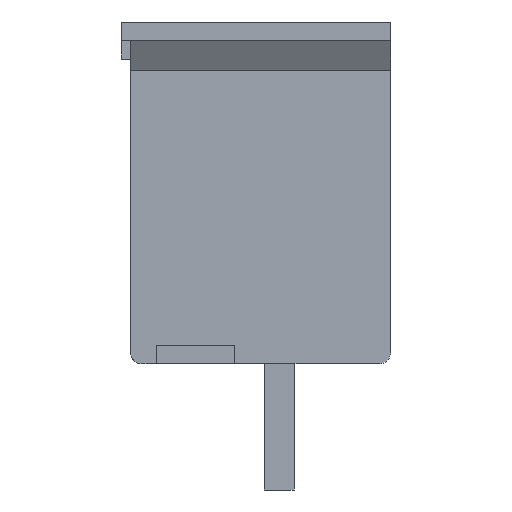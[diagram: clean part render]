
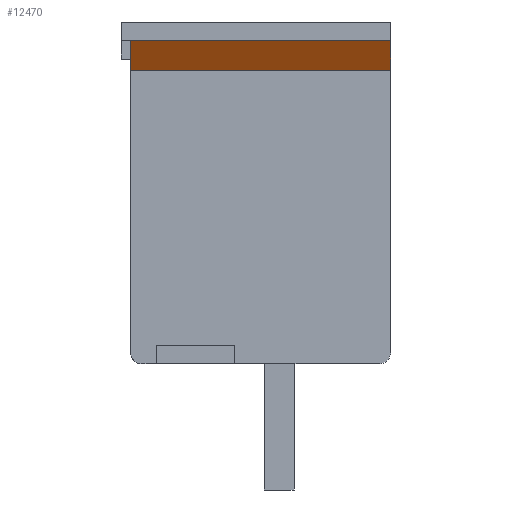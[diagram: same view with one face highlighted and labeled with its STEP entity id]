
A CAD part, left-side view. The second image highlights one B-rep face of the part: STEP entity #12470.
In plain terms, the highlighted planar face has unit normal (-0.848, 0, -0.53).
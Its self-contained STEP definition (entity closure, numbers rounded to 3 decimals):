
#4103 = PLANE('',#4104);
#4104 = AXIS2_PLACEMENT_3D('',#4105,#4106,#4107);
#4105 = CARTESIAN_POINT('',(-8.,4.,0.));
#4106 = DIRECTION('',(-1.,0.,0.));
#4107 = DIRECTION('',(0.,0.,-1.));
#4185 = PLANE('',#4186);
#4186 = AXIS2_PLACEMENT_3D('',#4187,#4188,#4189);
#4187 = CARTESIAN_POINT('',(0.,-3.,0.));
#4188 = DIRECTION('',(0.,-1.,0.));
#4189 = DIRECTION('',(1.,0.,0.));
#5401 = EDGE_CURVE('',#5402,#5404,#5406,.T.);
#5402 = VERTEX_POINT('',#5403);
#5403 = CARTESIAN_POINT('',(-8.,4.,-0.5));
#5404 = VERTEX_POINT('',#5405);
#5405 = CARTESIAN_POINT('',(-8.,-3.,-0.5));
#5406 = SURFACE_CURVE('',#5407,(#5411,#5418),.PCURVE_S1.);
#5407 = LINE('',#5408,#5409);
#5408 = CARTESIAN_POINT('',(-8.,4.,-0.5));
#5409 = VECTOR('',#5410,1.);
#5410 = DIRECTION('',(0.,-1.,0.));
#5411 = PCURVE('',#4103,#5412);
#5412 = DEFINITIONAL_REPRESENTATION('',(#5413),#5417);
#5413 = LINE('',#5414,#5415);
#5414 = CARTESIAN_POINT('',(0.5,0.));
#5415 = VECTOR('',#5416,1.);
#5416 = DIRECTION('',(0.,1.));
#5417 = ( GEOMETRIC_REPRESENTATION_CONTEXT(2) 
PARAMETRIC_REPRESENTATION_CONTEXT() REPRESENTATION_CONTEXT('2D SPACE',''
  ) );
#5418 = PCURVE('',#5419,#5424);
#5419 = PLANE('',#5420);
#5420 = AXIS2_PLACEMENT_3D('',#5421,#5422,#5423);
#5421 = CARTESIAN_POINT('',(-8.,4.,-0.5));
#5422 = DIRECTION('',(-0.848,0.,-0.53));
#5423 = DIRECTION('',(0.53,0.,-0.848));
#5424 = DEFINITIONAL_REPRESENTATION('',(#5425),#5429);
#5425 = LINE('',#5426,#5427);
#5426 = CARTESIAN_POINT('',(0.,0.));
#5427 = VECTOR('',#5428,1.);
#5428 = DIRECTION('',(0.,1.));
#5429 = ( GEOMETRIC_REPRESENTATION_CONTEXT(2) 
PARAMETRIC_REPRESENTATION_CONTEXT() REPRESENTATION_CONTEXT('2D SPACE',''
  ) );
#6240 = VERTEX_POINT('',#6241);
#6241 = CARTESIAN_POINT('',(-7.5,-3.,-1.3));
#6255 = PLANE('',#6256);
#6256 = AXIS2_PLACEMENT_3D('',#6257,#6258,#6259);
#6257 = CARTESIAN_POINT('',(-7.5,4.,-1.3));
#6258 = DIRECTION('',(-1.,0.,0.));
#6259 = DIRECTION('',(0.,0.,-1.));
#6267 = EDGE_CURVE('',#5404,#6240,#6268,.T.);
#6268 = SURFACE_CURVE('',#6269,(#6273,#6280),.PCURVE_S1.);
#6269 = LINE('',#6270,#6271);
#6270 = CARTESIAN_POINT('',(-8.,-3.,-0.5));
#6271 = VECTOR('',#6272,1.);
#6272 = DIRECTION('',(0.53,0.,-0.848));
#6273 = PCURVE('',#4185,#6274);
#6274 = DEFINITIONAL_REPRESENTATION('',(#6275),#6279);
#6275 = LINE('',#6276,#6277);
#6276 = CARTESIAN_POINT('',(-8.,-0.5));
#6277 = VECTOR('',#6278,1.);
#6278 = DIRECTION('',(0.53,-0.848));
#6279 = ( GEOMETRIC_REPRESENTATION_CONTEXT(2) 
PARAMETRIC_REPRESENTATION_CONTEXT() REPRESENTATION_CONTEXT('2D SPACE',''
  ) );
#6280 = PCURVE('',#5419,#6281);
#6281 = DEFINITIONAL_REPRESENTATION('',(#6282),#6286);
#6282 = LINE('',#6283,#6284);
#6283 = CARTESIAN_POINT('',(0.,7.));
#6284 = VECTOR('',#6285,1.);
#6285 = DIRECTION('',(1.,0.));
#6286 = ( GEOMETRIC_REPRESENTATION_CONTEXT(2) 
PARAMETRIC_REPRESENTATION_CONTEXT() REPRESENTATION_CONTEXT('2D SPACE',''
  ) );
#12470 = ADVANCED_FACE('',(#12471),#5419,.T.);
#12471 = FACE_BOUND('',#12472,.F.);
#12472 = EDGE_LOOP('',(#12473,#12501,#12502,#12503));
#12473 = ORIENTED_EDGE('',*,*,#12474,.F.);
#12474 = EDGE_CURVE('',#5402,#12475,#12477,.T.);
#12475 = VERTEX_POINT('',#12476);
#12476 = CARTESIAN_POINT('',(-7.5,4.,-1.3));
#12477 = SURFACE_CURVE('',#12478,(#12482,#12489),.PCURVE_S1.);
#12478 = LINE('',#12479,#12480);
#12479 = CARTESIAN_POINT('',(-8.,4.,-0.5));
#12480 = VECTOR('',#12481,1.);
#12481 = DIRECTION('',(0.53,0.,-0.848));
#12482 = PCURVE('',#5419,#12483);
#12483 = DEFINITIONAL_REPRESENTATION('',(#12484),#12488);
#12484 = LINE('',#12485,#12486);
#12485 = CARTESIAN_POINT('',(0.,0.));
#12486 = VECTOR('',#12487,1.);
#12487 = DIRECTION('',(1.,0.));
#12488 = ( GEOMETRIC_REPRESENTATION_CONTEXT(2) 
PARAMETRIC_REPRESENTATION_CONTEXT() REPRESENTATION_CONTEXT('2D SPACE',''
  ) );
#12489 = PCURVE('',#12490,#12495);
#12490 = PLANE('',#12491);
#12491 = AXIS2_PLACEMENT_3D('',#12492,#12493,#12494);
#12492 = CARTESIAN_POINT('',(0.,4.,0.));
#12493 = DIRECTION('',(0.,-1.,0.));
#12494 = DIRECTION('',(1.,0.,0.));
#12495 = DEFINITIONAL_REPRESENTATION('',(#12496),#12500);
#12496 = LINE('',#12497,#12498);
#12497 = CARTESIAN_POINT('',(-8.,-0.5));
#12498 = VECTOR('',#12499,1.);
#12499 = DIRECTION('',(0.53,-0.848));
#12500 = ( GEOMETRIC_REPRESENTATION_CONTEXT(2) 
PARAMETRIC_REPRESENTATION_CONTEXT() REPRESENTATION_CONTEXT('2D SPACE',''
  ) );
#12501 = ORIENTED_EDGE('',*,*,#5401,.T.);
#12502 = ORIENTED_EDGE('',*,*,#6267,.T.);
#12503 = ORIENTED_EDGE('',*,*,#12504,.F.);
#12504 = EDGE_CURVE('',#12475,#6240,#12505,.T.);
#12505 = SURFACE_CURVE('',#12506,(#12510,#12517),.PCURVE_S1.);
#12506 = LINE('',#12507,#12508);
#12507 = CARTESIAN_POINT('',(-7.5,4.,-1.3));
#12508 = VECTOR('',#12509,1.);
#12509 = DIRECTION('',(0.,-1.,0.));
#12510 = PCURVE('',#5419,#12511);
#12511 = DEFINITIONAL_REPRESENTATION('',(#12512),#12516);
#12512 = LINE('',#12513,#12514);
#12513 = CARTESIAN_POINT('',(0.943,0.));
#12514 = VECTOR('',#12515,1.);
#12515 = DIRECTION('',(0.,1.));
#12516 = ( GEOMETRIC_REPRESENTATION_CONTEXT(2) 
PARAMETRIC_REPRESENTATION_CONTEXT() REPRESENTATION_CONTEXT('2D SPACE',''
  ) );
#12517 = PCURVE('',#6255,#12518);
#12518 = DEFINITIONAL_REPRESENTATION('',(#12519),#12523);
#12519 = LINE('',#12520,#12521);
#12520 = CARTESIAN_POINT('',(0.,-0.));
#12521 = VECTOR('',#12522,1.);
#12522 = DIRECTION('',(0.,1.));
#12523 = ( GEOMETRIC_REPRESENTATION_CONTEXT(2) 
PARAMETRIC_REPRESENTATION_CONTEXT() REPRESENTATION_CONTEXT('2D SPACE',''
  ) );
